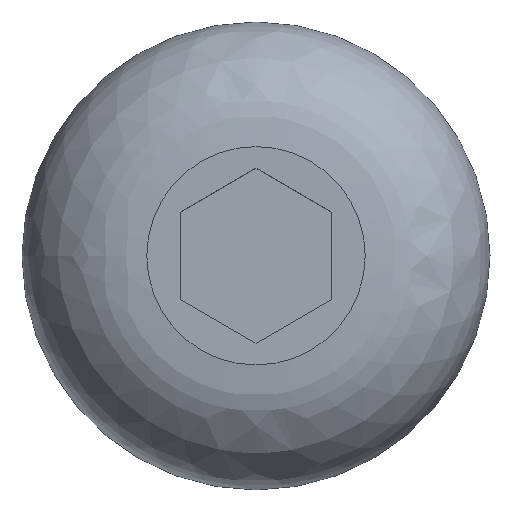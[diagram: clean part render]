
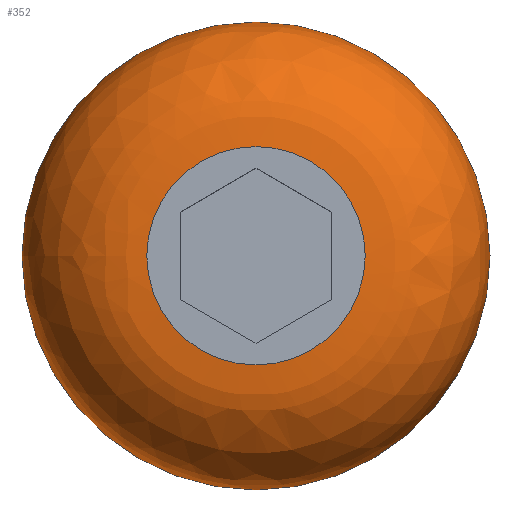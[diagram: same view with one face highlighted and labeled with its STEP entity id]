
A CAD part, top view. The second image highlights one B-rep face of the part: STEP entity #352.
In plain terms, the highlighted free-form (B-spline) face has degree [2, 2] with [3, 9] control points.
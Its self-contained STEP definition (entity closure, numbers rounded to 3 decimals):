
#78=(
BOUNDED_CURVE()
B_SPLINE_CURVE(2,(#520,#521,#522),.UNSPECIFIED.,.F.,.F.)
B_SPLINE_CURVE_WITH_KNOTS((3,3),(-1.571,0.),.UNSPECIFIED.)
CURVE()
GEOMETRIC_REPRESENTATION_ITEM()
RATIONAL_B_SPLINE_CURVE((1.,0.707,1.))
REPRESENTATION_ITEM('')
);
#79=(
BOUNDED_SURFACE()
B_SPLINE_SURFACE(2,2,((#490,#491,#492,#493,#494,#495,#496,#497,#498),(#499,
#500,#501,#502,#503,#504,#505,#506,#507),(#508,#509,#510,#511,#512,#513,
#514,#515,#516)),.UNSPECIFIED.,.F.,.T.,.F.)
B_SPLINE_SURFACE_WITH_KNOTS((3,3),(3,2,2,2,3),(0.,1.571),(-3.142,
-1.571,0.,1.571,3.142),.UNSPECIFIED.)
GEOMETRIC_REPRESENTATION_ITEM()
RATIONAL_B_SPLINE_SURFACE(((1.,0.707,1.,0.707,1.,
0.707,1.,0.707,1.),(0.707,0.5,0.707,
0.5,0.707,0.5,0.707,0.5,0.707),(1.,
0.707,1.,0.707,1.,0.707,1.,0.707,
1.)))
REPRESENTATION_ITEM('')
SURFACE()
);
#103=FACE_OUTER_BOUND('',#129,.T.);
#129=EDGE_LOOP('',(#255,#256,#257,#258,#259,#260));
#155=CIRCLE('',#379,3.75);
#156=CIRCLE('',#380,3.75);
#158=CIRCLE('',#383,1.75);
#159=CIRCLE('',#384,1.75);
#166=VERTEX_POINT('',#483);
#167=VERTEX_POINT('',#484);
#169=VERTEX_POINT('',#517);
#170=VERTEX_POINT('',#518);
#201=EDGE_CURVE('',#166,#167,#155,.T.);
#202=EDGE_CURVE('',#167,#166,#156,.T.);
#204=EDGE_CURVE('',#169,#170,#158,.T.);
#205=EDGE_CURVE('',#170,#167,#78,.T.);
#206=EDGE_CURVE('',#170,#169,#159,.T.);
#255=ORIENTED_EDGE('',*,*,#204,.T.);
#256=ORIENTED_EDGE('',*,*,#205,.T.);
#257=ORIENTED_EDGE('',*,*,#202,.T.);
#258=ORIENTED_EDGE('',*,*,#201,.T.);
#259=ORIENTED_EDGE('',*,*,#205,.F.);
#260=ORIENTED_EDGE('',*,*,#206,.T.);
#352=ADVANCED_FACE('',(#103),#79,.F.);
#379=AXIS2_PLACEMENT_3D('',#485,#412,#413);
#380=AXIS2_PLACEMENT_3D('',#486,#414,#415);
#383=AXIS2_PLACEMENT_3D('',#519,#420,#421);
#384=AXIS2_PLACEMENT_3D('',#523,#422,#423);
#412=DIRECTION('center_axis',(0.,0.,1.));
#413=DIRECTION('ref_axis',(-1.,0.,0.));
#414=DIRECTION('center_axis',(0.,0.,1.));
#415=DIRECTION('ref_axis',(-1.,0.,0.));
#420=DIRECTION('center_axis',(0.,0.,-1.));
#421=DIRECTION('ref_axis',(-1.,0.,0.));
#422=DIRECTION('center_axis',(0.,0.,-1.));
#423=DIRECTION('ref_axis',(-1.,0.,0.));
#483=CARTESIAN_POINT('',(3.75,0.,0.3));
#484=CARTESIAN_POINT('',(-3.75,0.,0.3));
#485=CARTESIAN_POINT('Origin',(0.,0.,0.3));
#486=CARTESIAN_POINT('Origin',(0.,0.,0.3));
#490=CARTESIAN_POINT('Ctrl Pts',(-3.75,0.,0.3));
#491=CARTESIAN_POINT('Ctrl Pts',(-3.75,-3.75,0.3));
#492=CARTESIAN_POINT('Ctrl Pts',(0.,-3.75,0.3));
#493=CARTESIAN_POINT('Ctrl Pts',(3.75,-3.75,0.3));
#494=CARTESIAN_POINT('Ctrl Pts',(3.75,0.,0.3));
#495=CARTESIAN_POINT('Ctrl Pts',(3.75,3.75,0.3));
#496=CARTESIAN_POINT('Ctrl Pts',(0.,3.75,0.3));
#497=CARTESIAN_POINT('Ctrl Pts',(-3.75,3.75,0.3));
#498=CARTESIAN_POINT('Ctrl Pts',(-3.75,0.,0.3));
#499=CARTESIAN_POINT('Ctrl Pts',(-3.75,0.,2.3));
#500=CARTESIAN_POINT('Ctrl Pts',(-3.75,-3.75,2.3));
#501=CARTESIAN_POINT('Ctrl Pts',(0.,-3.75,2.3));
#502=CARTESIAN_POINT('Ctrl Pts',(3.75,-3.75,2.3));
#503=CARTESIAN_POINT('Ctrl Pts',(3.75,0.,2.3));
#504=CARTESIAN_POINT('Ctrl Pts',(3.75,3.75,2.3));
#505=CARTESIAN_POINT('Ctrl Pts',(0.,3.75,2.3));
#506=CARTESIAN_POINT('Ctrl Pts',(-3.75,3.75,2.3));
#507=CARTESIAN_POINT('Ctrl Pts',(-3.75,0.,2.3));
#508=CARTESIAN_POINT('Ctrl Pts',(-1.75,0.,2.3));
#509=CARTESIAN_POINT('Ctrl Pts',(-1.75,-1.75,2.3));
#510=CARTESIAN_POINT('Ctrl Pts',(0.,-1.75,2.3));
#511=CARTESIAN_POINT('Ctrl Pts',(1.75,-1.75,2.3));
#512=CARTESIAN_POINT('Ctrl Pts',(1.75,0.,2.3));
#513=CARTESIAN_POINT('Ctrl Pts',(1.75,1.75,2.3));
#514=CARTESIAN_POINT('Ctrl Pts',(0.,1.75,2.3));
#515=CARTESIAN_POINT('Ctrl Pts',(-1.75,1.75,2.3));
#516=CARTESIAN_POINT('Ctrl Pts',(-1.75,0.,2.3));
#517=CARTESIAN_POINT('',(1.75,0.,2.3));
#518=CARTESIAN_POINT('',(-1.75,0.,2.3));
#519=CARTESIAN_POINT('Origin',(0.,0.,2.3));
#520=CARTESIAN_POINT('Ctrl Pts',(-1.75,0.,2.3));
#521=CARTESIAN_POINT('Ctrl Pts',(-3.75,0.,2.3));
#522=CARTESIAN_POINT('Ctrl Pts',(-3.75,0.,0.3));
#523=CARTESIAN_POINT('Origin',(0.,0.,2.3));
